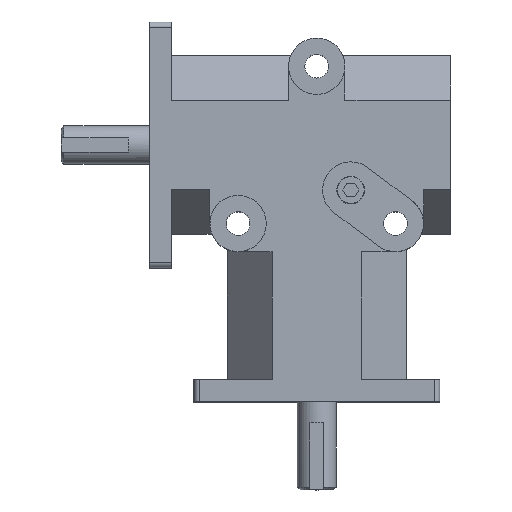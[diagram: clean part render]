
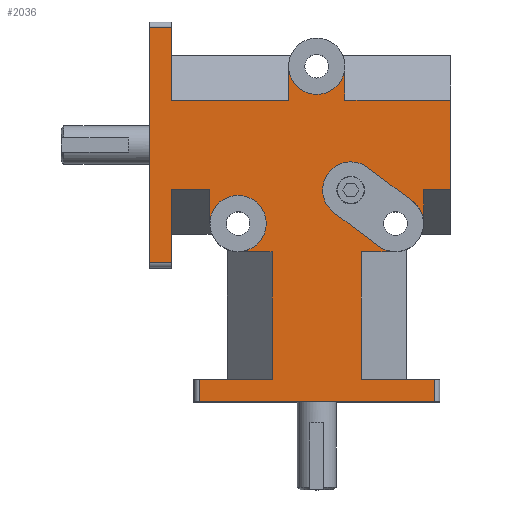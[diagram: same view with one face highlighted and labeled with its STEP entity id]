
A CAD part, top view. The second image highlights one B-rep face of the part: STEP entity #2036.
In plain terms, the highlighted planar face has unit normal (0, 0, 1).
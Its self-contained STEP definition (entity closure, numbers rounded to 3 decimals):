
#93=CIRCLE('',#2180,8.001);
#94=CIRCLE('',#2181,8.001);
#95=CIRCLE('',#2182,8.001);
#96=CIRCLE('',#2183,8.001);
#97=CIRCLE('',#2184,8.001);
#194=FACE_OUTER_BOUND('',#311,.T.);
#311=EDGE_LOOP('',(#1430,#1431,#1432,#1433,#1434,#1435,#1436,#1437,#1438,
#1439,#1440,#1441,#1442,#1443,#1444,#1445,#1446,#1447,#1448,#1449,#1450,
#1451,#1452,#1453,#1454,#1455,#1456,#1457,#1458,#1459));
#463=LINE('',#3009,#660);
#473=LINE('',#3037,#670);
#481=LINE('',#3059,#678);
#486=LINE('',#3074,#683);
#493=LINE('',#3092,#690);
#498=LINE('',#3107,#695);
#508=LINE('',#3127,#705);
#514=LINE('',#3139,#711);
#515=LINE('',#3142,#712);
#516=LINE('',#3144,#713);
#517=LINE('',#3146,#714);
#518=LINE('',#3148,#715);
#519=LINE('',#3150,#716);
#520=LINE('',#3151,#717);
#521=LINE('',#3153,#718);
#522=LINE('',#3156,#719);
#523=LINE('',#3158,#720);
#524=LINE('',#3160,#721);
#525=LINE('',#3162,#722);
#526=LINE('',#3164,#723);
#527=LINE('',#3165,#724);
#528=LINE('',#3167,#725);
#529=LINE('',#3171,#726);
#530=LINE('',#3175,#727);
#531=LINE('',#3178,#728);
#660=VECTOR('',#2379,1.);
#670=VECTOR('',#2399,1.);
#678=VECTOR('',#2415,1.);
#683=VECTOR('',#2426,1.);
#690=VECTOR('',#2439,1.);
#695=VECTOR('',#2450,1.);
#705=VECTOR('',#2470,1.);
#711=VECTOR('',#2484,1.);
#712=VECTOR('',#2487,1.);
#713=VECTOR('',#2488,1.);
#714=VECTOR('',#2489,1.);
#715=VECTOR('',#2490,1.);
#716=VECTOR('',#2491,1.);
#717=VECTOR('',#2492,1.);
#718=VECTOR('',#2493,1.);
#719=VECTOR('',#2496,1.);
#720=VECTOR('',#2497,1.);
#721=VECTOR('',#2498,1.);
#722=VECTOR('',#2499,1.);
#723=VECTOR('',#2500,1.);
#724=VECTOR('',#2501,1.);
#725=VECTOR('',#2502,1.);
#726=VECTOR('',#2505,1.);
#727=VECTOR('',#2508,1.);
#728=VECTOR('',#2511,1.);
#856=VERTEX_POINT('',#3001);
#859=VERTEX_POINT('',#3007);
#870=VERTEX_POINT('',#3033);
#872=VERTEX_POINT('',#3036);
#880=VERTEX_POINT('',#3055);
#882=VERTEX_POINT('',#3058);
#888=VERTEX_POINT('',#3071);
#889=VERTEX_POINT('',#3073);
#895=VERTEX_POINT('',#3088);
#897=VERTEX_POINT('',#3091);
#903=VERTEX_POINT('',#3104);
#904=VERTEX_POINT('',#3106);
#911=VERTEX_POINT('',#3138);
#912=VERTEX_POINT('',#3140);
#913=VERTEX_POINT('',#3143);
#914=VERTEX_POINT('',#3145);
#915=VERTEX_POINT('',#3147);
#916=VERTEX_POINT('',#3149);
#917=VERTEX_POINT('',#3152);
#918=VERTEX_POINT('',#3154);
#919=VERTEX_POINT('',#3157);
#920=VERTEX_POINT('',#3159);
#921=VERTEX_POINT('',#3161);
#922=VERTEX_POINT('',#3163);
#923=VERTEX_POINT('',#3166);
#924=VERTEX_POINT('',#3168);
#925=VERTEX_POINT('',#3170);
#926=VERTEX_POINT('',#3172);
#927=VERTEX_POINT('',#3174);
#928=VERTEX_POINT('',#3176);
#1056=EDGE_CURVE('',#856,#859,#463,.T.);
#1068=EDGE_CURVE('',#872,#870,#473,.T.);
#1078=EDGE_CURVE('',#882,#880,#481,.T.);
#1085=EDGE_CURVE('',#889,#888,#486,.T.);
#1093=EDGE_CURVE('',#897,#895,#493,.T.);
#1100=EDGE_CURVE('',#904,#903,#498,.T.);
#1111=EDGE_CURVE('',#870,#856,#508,.T.);
#1118=EDGE_CURVE('',#859,#911,#514,.T.);
#1119=EDGE_CURVE('',#911,#912,#93,.T.);
#1120=EDGE_CURVE('',#889,#912,#515,.T.);
#1121=EDGE_CURVE('',#888,#913,#516,.T.);
#1122=EDGE_CURVE('',#914,#913,#517,.T.);
#1123=EDGE_CURVE('',#915,#914,#518,.T.);
#1124=EDGE_CURVE('',#916,#915,#519,.T.);
#1125=EDGE_CURVE('',#897,#916,#520,.T.);
#1126=EDGE_CURVE('',#895,#917,#521,.T.);
#1127=EDGE_CURVE('',#917,#918,#94,.T.);
#1128=EDGE_CURVE('',#904,#918,#522,.T.);
#1129=EDGE_CURVE('',#919,#903,#523,.T.);
#1130=EDGE_CURVE('',#920,#919,#524,.T.);
#1131=EDGE_CURVE('',#921,#920,#525,.T.);
#1132=EDGE_CURVE('',#922,#921,#526,.T.);
#1133=EDGE_CURVE('',#882,#922,#527,.T.);
#1134=EDGE_CURVE('',#923,#880,#528,.T.);
#1135=EDGE_CURVE('',#923,#924,#95,.T.);
#1136=EDGE_CURVE('',#924,#925,#529,.T.);
#1137=EDGE_CURVE('',#925,#926,#96,.T.);
#1138=EDGE_CURVE('',#926,#927,#530,.T.);
#1139=EDGE_CURVE('',#927,#928,#97,.T.);
#1140=EDGE_CURVE('',#872,#928,#531,.T.);
#1430=ORIENTED_EDGE('',*,*,#1056,.T.);
#1431=ORIENTED_EDGE('',*,*,#1118,.T.);
#1432=ORIENTED_EDGE('',*,*,#1119,.T.);
#1433=ORIENTED_EDGE('',*,*,#1120,.F.);
#1434=ORIENTED_EDGE('',*,*,#1085,.T.);
#1435=ORIENTED_EDGE('',*,*,#1121,.T.);
#1436=ORIENTED_EDGE('',*,*,#1122,.F.);
#1437=ORIENTED_EDGE('',*,*,#1123,.F.);
#1438=ORIENTED_EDGE('',*,*,#1124,.F.);
#1439=ORIENTED_EDGE('',*,*,#1125,.F.);
#1440=ORIENTED_EDGE('',*,*,#1093,.T.);
#1441=ORIENTED_EDGE('',*,*,#1126,.T.);
#1442=ORIENTED_EDGE('',*,*,#1127,.T.);
#1443=ORIENTED_EDGE('',*,*,#1128,.F.);
#1444=ORIENTED_EDGE('',*,*,#1100,.T.);
#1445=ORIENTED_EDGE('',*,*,#1129,.F.);
#1446=ORIENTED_EDGE('',*,*,#1130,.F.);
#1447=ORIENTED_EDGE('',*,*,#1131,.F.);
#1448=ORIENTED_EDGE('',*,*,#1132,.F.);
#1449=ORIENTED_EDGE('',*,*,#1133,.F.);
#1450=ORIENTED_EDGE('',*,*,#1078,.T.);
#1451=ORIENTED_EDGE('',*,*,#1134,.F.);
#1452=ORIENTED_EDGE('',*,*,#1135,.T.);
#1453=ORIENTED_EDGE('',*,*,#1136,.T.);
#1454=ORIENTED_EDGE('',*,*,#1137,.T.);
#1455=ORIENTED_EDGE('',*,*,#1138,.T.);
#1456=ORIENTED_EDGE('',*,*,#1139,.T.);
#1457=ORIENTED_EDGE('',*,*,#1140,.F.);
#1458=ORIENTED_EDGE('',*,*,#1068,.T.);
#1459=ORIENTED_EDGE('',*,*,#1111,.T.);
#1958=PLANE('',#2179);
#2036=ADVANCED_FACE('',(#194),#1958,.T.);
#2179=AXIS2_PLACEMENT_3D('',#3137,#2482,#2483);
#2180=AXIS2_PLACEMENT_3D('',#3141,#2485,#2486);
#2181=AXIS2_PLACEMENT_3D('',#3155,#2494,#2495);
#2182=AXIS2_PLACEMENT_3D('',#3169,#2503,#2504);
#2183=AXIS2_PLACEMENT_3D('',#3173,#2506,#2507);
#2184=AXIS2_PLACEMENT_3D('',#3177,#2509,#2510);
#2379=DIRECTION('',(-1.,0.,0.));
#2399=DIRECTION('',(1.,0.,0.));
#2415=DIRECTION('',(0.,1.,0.));
#2426=DIRECTION('',(-1.,0.,0.));
#2439=DIRECTION('',(1.,0.,0.));
#2450=DIRECTION('',(0.,-1.,0.));
#2470=DIRECTION('',(0.,1.,0.));
#2482=DIRECTION('center_axis',(0.,0.,1.));
#2483=DIRECTION('ref_axis',(-1.,0.,0.));
#2484=DIRECTION('',(0.,1.,0.));
#2485=DIRECTION('center_axis',(0.,0.,-1.));
#2486=DIRECTION('ref_axis',(1.,0.,0.));
#2487=DIRECTION('',(0.,1.,0.));
#2488=DIRECTION('',(0.,1.,0.));
#2489=DIRECTION('',(1.,0.,0.));
#2490=DIRECTION('',(0.,1.,0.));
#2491=DIRECTION('',(-1.,0.,0.));
#2492=DIRECTION('',(0.,-1.,0.));
#2493=DIRECTION('',(0.,-1.,0.));
#2494=DIRECTION('center_axis',(0.,0.,-1.));
#2495=DIRECTION('ref_axis',(1.,0.,0.));
#2496=DIRECTION('',(-1.,0.,0.));
#2497=DIRECTION('',(1.,0.,0.));
#2498=DIRECTION('',(0.,1.,0.));
#2499=DIRECTION('',(-1.,0.,0.));
#2500=DIRECTION('',(0.,-1.,0.));
#2501=DIRECTION('',(1.,0.,0.));
#2502=DIRECTION('',(-1.,0.,0.));
#2503=DIRECTION('center_axis',(0.,0.,-1.));
#2504=DIRECTION('ref_axis',(1.,0.,0.));
#2505=DIRECTION('',(-0.8,0.6,0.));
#2506=DIRECTION('center_axis',(0.,0.,-1.));
#2507=DIRECTION('ref_axis',(1.,0.,0.));
#2508=DIRECTION('',(0.8,-0.6,0.));
#2509=DIRECTION('center_axis',(0.,0.,-1.));
#2510=DIRECTION('ref_axis',(1.,0.,0.));
#2511=DIRECTION('',(0.,-1.,0.));
#3001=CARTESIAN_POINT('',(38.1,85.725,20.701));
#3007=CARTESIAN_POINT('',(8.001,85.725,20.701));
#3009=CARTESIAN_POINT('',(20.638,85.725,20.701));
#3033=CARTESIAN_POINT('',(38.1,60.325,20.701));
#3036=CARTESIAN_POINT('',(30.353,60.325,20.701));
#3037=CARTESIAN_POINT('',(20.638,60.325,20.701));
#3055=CARTESIAN_POINT('',(12.7,42.672,20.701));
#3058=CARTESIAN_POINT('',(12.7,6.35,20.701));
#3059=CARTESIAN_POINT('',(12.7,29.99,20.701));
#3071=CARTESIAN_POINT('',(-41.275,85.725,20.701));
#3073=CARTESIAN_POINT('',(-8.001,85.725,20.701));
#3074=CARTESIAN_POINT('',(20.638,85.725,20.701));
#3088=CARTESIAN_POINT('',(-30.353,60.325,20.701));
#3091=CARTESIAN_POINT('',(-41.275,60.325,20.701));
#3092=CARTESIAN_POINT('',(20.638,60.325,20.701));
#3104=CARTESIAN_POINT('',(-12.7,6.35,20.701));
#3106=CARTESIAN_POINT('',(-12.7,42.672,20.701));
#3107=CARTESIAN_POINT('',(-12.7,29.99,20.701));
#3127=CARTESIAN_POINT('',(38.1,1.402,20.701));
#3137=CARTESIAN_POINT('Origin',(0.,53.63,20.701));
#3138=CARTESIAN_POINT('',(8.001,95.377,20.701));
#3139=CARTESIAN_POINT('',(8.001,74.504,20.701));
#3140=CARTESIAN_POINT('',(-8.001,95.377,20.701));
#3141=CARTESIAN_POINT('Origin',(0.,95.377,20.701));
#3142=CARTESIAN_POINT('',(-8.001,95.377,20.701));
#3143=CARTESIAN_POINT('',(-41.275,106.426,20.701));
#3144=CARTESIAN_POINT('',(-41.275,76.028,20.701));
#3145=CARTESIAN_POINT('',(-47.625,106.426,20.701));
#3146=CARTESIAN_POINT('',(-20.638,106.426,20.701));
#3147=CARTESIAN_POINT('',(-47.625,39.624,20.701));
#3148=CARTESIAN_POINT('',(-47.625,107.95,20.701));
#3149=CARTESIAN_POINT('',(-41.275,39.624,20.701));
#3150=CARTESIAN_POINT('',(-23.813,39.624,20.701));
#3151=CARTESIAN_POINT('',(-41.275,47.625,20.701));
#3152=CARTESIAN_POINT('',(-30.353,50.673,20.701));
#3153=CARTESIAN_POINT('',(-30.353,52.152,20.701));
#3154=CARTESIAN_POINT('',(-22.352,42.672,20.701));
#3155=CARTESIAN_POINT('Origin',(-22.352,50.673,20.701));
#3156=CARTESIAN_POINT('',(-22.352,42.672,20.701));
#3157=CARTESIAN_POINT('',(-33.401,6.35,20.701));
#3158=CARTESIAN_POINT('',(-12.7,6.35,20.701));
#3159=CARTESIAN_POINT('',(-33.401,0.,20.701));
#3160=CARTESIAN_POINT('',(-33.401,29.99,20.701));
#3161=CARTESIAN_POINT('',(33.401,0.,20.701));
#3162=CARTESIAN_POINT('',(34.925,0.,20.701));
#3163=CARTESIAN_POINT('',(33.401,6.35,20.701));
#3164=CARTESIAN_POINT('',(33.401,26.815,20.701));
#3165=CARTESIAN_POINT('',(34.925,6.35,20.701));
#3166=CARTESIAN_POINT('',(22.352,42.672,20.701));
#3167=CARTESIAN_POINT('',(-22.352,42.672,20.701));
#3168=CARTESIAN_POINT('',(17.551,44.272,20.701));
#3169=CARTESIAN_POINT('Origin',(22.352,50.673,20.701));
#3170=CARTESIAN_POINT('',(4.851,53.797,20.701));
#3171=CARTESIAN_POINT('',(9.719,50.146,20.701));
#3172=CARTESIAN_POINT('',(14.453,66.599,20.701));
#3173=CARTESIAN_POINT('Origin',(9.652,60.198,20.701));
#3174=CARTESIAN_POINT('',(27.153,57.074,20.701));
#3175=CARTESIAN_POINT('',(12.971,67.71,20.701));
#3176=CARTESIAN_POINT('',(30.353,50.673,20.701));
#3177=CARTESIAN_POINT('Origin',(22.352,50.673,20.701));
#3178=CARTESIAN_POINT('',(30.353,50.673,20.701));
